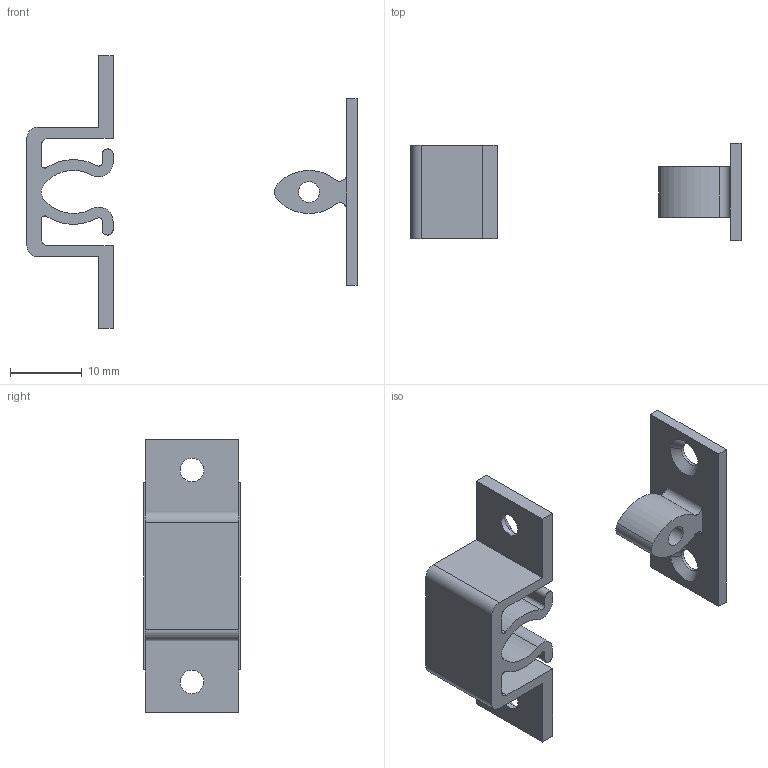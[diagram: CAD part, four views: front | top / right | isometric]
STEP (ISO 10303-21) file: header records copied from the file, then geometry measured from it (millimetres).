
FILE_DESCRIPTION((''),'2;1');
FILE_NAME('','2005-07-15T13:54:50',(''),(''),'','CADfix','');
FILE_SCHEMA(('AUTOMOTIVE_DESIGN'));
Length unit declared in the file: millimetre
Products named in the file (3): keeper; base; TL_119_10679_36
Assembly tree (2 placements, depth 2):
  TL_119_10679_36
    keeper
    base
Bounding box: 45.97 x 13.5 x 38 mm (x, y, z)
Volume: 2567.9 mm3; surface area: 3497.5 mm2
Topology: 2 solids, 2 shells, 67 faces, 211 edges, 149 vertices
Faces by surface type: bspline 67
Entity records: 2451 total; most frequent: CARTESIAN_POINT 1235, ORIENTED_EDGE 422, EDGE_CURVE 211, VERTEX_POINT 149, QUASI_UNIFORM_CURVE 106, EDGE_LOOP 78, FACE_OUTER_BOUND 67, ADVANCED_FACE 67
